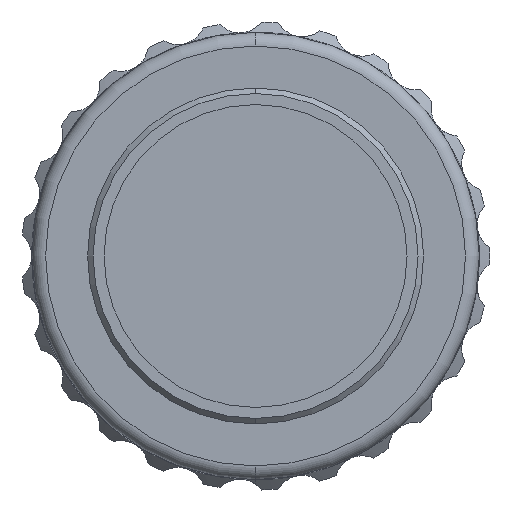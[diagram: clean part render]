
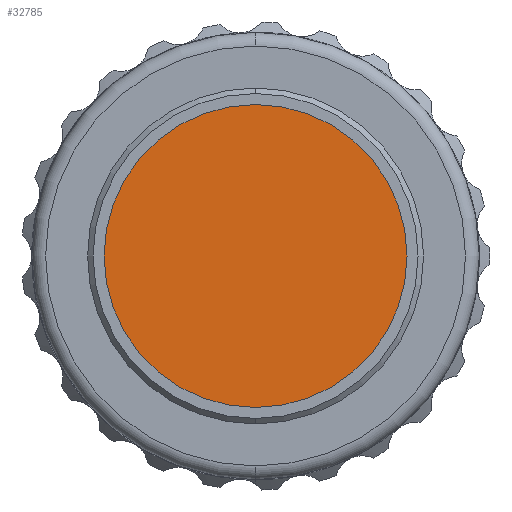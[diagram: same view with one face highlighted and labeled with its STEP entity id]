
A CAD part, left-side view. The second image highlights one B-rep face of the part: STEP entity #32785.
In plain terms, the highlighted planar face has unit normal (-1, 0, 0).
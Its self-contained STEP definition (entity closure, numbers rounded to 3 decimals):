
#1320 = AXIS2_PLACEMENT_3D ( 'NONE', #24797, #7070, #32282 ) ;
#3507 = EDGE_CURVE ( 'NONE', #37216, #29421, #20827, .T. ) ;
#6211 = CARTESIAN_POINT ( 'NONE',  ( 1., 0., 11. ) ) ;
#6531 = CIRCLE ( 'NONE', #26865, 11. ) ;
#7070 = DIRECTION ( 'NONE',  ( -1., 0., 0. ) ) ;
#14383 = EDGE_LOOP ( 'NONE', ( #20212, #43557 ) ) ;
#15688 = DIRECTION ( 'NONE',  ( 0., 0., 1. ) ) ;
#20212 = ORIENTED_EDGE ( 'NONE', *, *, #3507, .T. ) ;
#20827 = CIRCLE ( 'NONE', #34133, 11. ) ;
#21307 = CARTESIAN_POINT ( 'NONE',  ( 1., 0., -11. ) ) ;
#23397 = DIRECTION ( 'NONE',  ( -1., 0., 0. ) ) ;
#24010 = CARTESIAN_POINT ( 'NONE',  ( 1., 0., 0. ) ) ;
#24797 = CARTESIAN_POINT ( 'NONE',  ( 1., 0., 0. ) ) ;
#26865 = AXIS2_PLACEMENT_3D ( 'NONE', #24010, #40903, #15688 ) ;
#28461 = EDGE_CURVE ( 'NONE', #29421, #37216, #6531, .T. ) ;
#29421 = VERTEX_POINT ( 'NONE', #21307 ) ;
#30080 = CARTESIAN_POINT ( 'NONE',  ( 1., 0., 0. ) ) ;
#32282 = DIRECTION ( 'NONE',  ( 0., 0., 1. ) ) ;
#32785 = ADVANCED_FACE ( 'NONE', ( #49454 ), #41684, .T. ) ;
#34133 = AXIS2_PLACEMENT_3D ( 'NONE', #30080, #23397, #44172 ) ;
#37216 = VERTEX_POINT ( 'NONE', #6211 ) ;
#40903 = DIRECTION ( 'NONE',  ( -1., 0., 0. ) ) ;
#41684 = PLANE ( 'NONE',  #1320 ) ;
#43557 = ORIENTED_EDGE ( 'NONE', *, *, #28461, .T. ) ;
#44172 = DIRECTION ( 'NONE',  ( 0., 0., 1. ) ) ;
#49454 = FACE_OUTER_BOUND ( 'NONE', #14383, .T. ) ;
